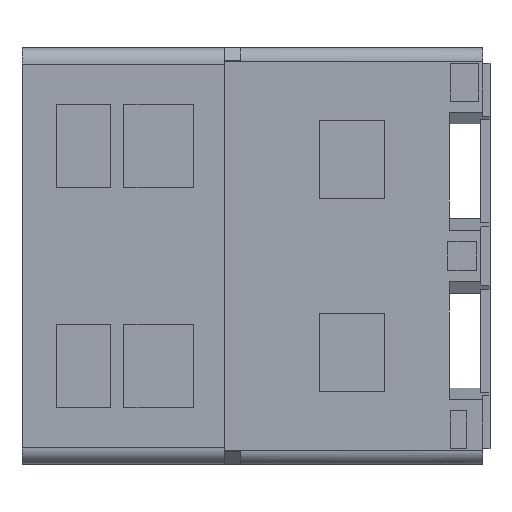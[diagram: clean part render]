
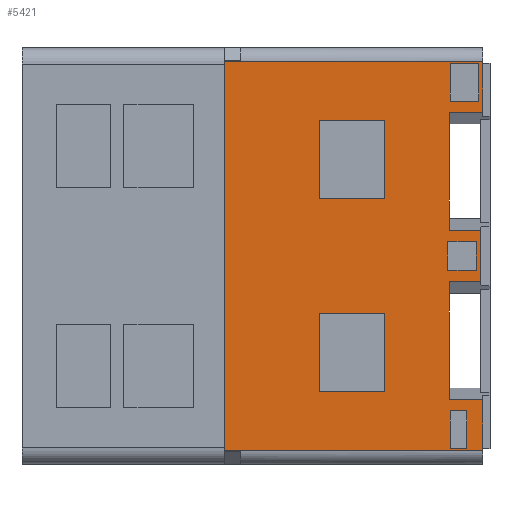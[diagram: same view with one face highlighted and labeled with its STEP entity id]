
A CAD part, left-side view. The second image highlights one B-rep face of the part: STEP entity #5421.
In plain terms, the highlighted planar face has unit normal (-1, 0, 0).
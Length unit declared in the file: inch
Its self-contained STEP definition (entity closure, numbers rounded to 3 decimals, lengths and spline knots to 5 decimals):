
#309=DIRECTION('',(0.,0.,1.));
#310=VECTOR('',#309,12.6);
#311=CARTESIAN_POINT('',(-24.,4.375,-15.35));
#312=LINE('',#311,#310);
#317=DIRECTION('',(0.,0.,1.));
#318=VECTOR('',#317,12.6);
#319=CARTESIAN_POINT('',(-24.,4.375,2.75));
#320=LINE('',#319,#318);
#385=DIRECTION('',(0.,-1.,0.));
#386=VECTOR('',#385,27.65);
#387=CARTESIAN_POINT('',(-24.,28.4,20.75));
#388=LINE('',#387,#386);
#389=DIRECTION('',(0.,1.,0.));
#390=VECTOR('',#389,3.375);
#391=CARTESIAN_POINT('',(-24.,1.,2.75));
#392=LINE('',#391,#390);
#393=DIRECTION('',(0.,0.,1.));
#394=VECTOR('',#393,5.5);
#395=CARTESIAN_POINT('',(-24.,1.,-2.75));
#396=LINE('',#395,#394);
#397=DIRECTION('',(0.,-1.,0.));
#398=VECTOR('',#397,3.375);
#399=CARTESIAN_POINT('',(-24.,4.375,-2.75));
#400=LINE('',#399,#398);
#401=DIRECTION('',(0.,-1.,0.));
#402=VECTOR('',#401,1.754);
#403=CARTESIAN_POINT('',(-24.,4.255,-20.565));
#404=LINE('',#403,#402);
#405=DIRECTION('',(0.,0.,1.));
#406=VECTOR('',#405,4.034);
#407=CARTESIAN_POINT('',(-24.,2.501,-20.565));
#408=LINE('',#407,#406);
#409=DIRECTION('',(0.,1.,0.));
#410=VECTOR('',#409,1.754);
#411=CARTESIAN_POINT('',(-24.,2.501,-16.531));
#412=LINE('',#411,#410);
#413=DIRECTION('',(0.,0.,-1.));
#414=VECTOR('',#413,4.034);
#415=CARTESIAN_POINT('',(-24.,4.255,-16.531));
#416=LINE('',#415,#414);
#417=DIRECTION('',(0.,-1.,0.));
#418=VECTOR('',#417,3.054);
#419=CARTESIAN_POINT('',(-24.,4.506,-1.509));
#420=LINE('',#419,#418);
#421=DIRECTION('',(0.,0.,1.));
#422=VECTOR('',#421,3.018);
#423=CARTESIAN_POINT('',(-24.,1.452,-1.509));
#424=LINE('',#423,#422);
#425=DIRECTION('',(0.,1.,0.));
#426=VECTOR('',#425,3.054);
#427=CARTESIAN_POINT('',(-24.,1.452,1.509));
#428=LINE('',#427,#426);
#429=DIRECTION('',(0.,0.,-1.));
#430=VECTOR('',#429,3.018);
#431=CARTESIAN_POINT('',(-24.,4.506,1.509));
#432=LINE('',#431,#430);
#433=DIRECTION('',(0.,-1.,0.));
#434=VECTOR('',#433,3.054);
#435=CARTESIAN_POINT('',(-24.,4.256,16.537));
#436=LINE('',#435,#434);
#437=DIRECTION('',(0.,0.,1.));
#438=VECTOR('',#437,4.035);
#439=CARTESIAN_POINT('',(-24.,1.202,16.537));
#440=LINE('',#439,#438);
#441=DIRECTION('',(0.,1.,0.));
#442=VECTOR('',#441,3.054);
#443=CARTESIAN_POINT('',(-24.,1.202,20.572));
#444=LINE('',#443,#442);
#445=DIRECTION('',(0.,0.,-1.));
#446=VECTOR('',#445,4.035);
#447=CARTESIAN_POINT('',(-24.,4.256,20.572));
#448=LINE('',#447,#446);
#449=DIRECTION('',(0.,0.,1.));
#450=VECTOR('',#449,8.345);
#451=CARTESIAN_POINT('',(-24.,11.25,-14.495));
#452=LINE('',#451,#450);
#453=DIRECTION('',(0.,1.,0.));
#454=VECTOR('',#453,6.975);
#455=CARTESIAN_POINT('',(-24.,11.25,-6.15));
#456=LINE('',#455,#454);
#457=DIRECTION('',(0.,0.,-1.));
#458=VECTOR('',#457,8.345);
#459=CARTESIAN_POINT('',(-24.,18.225,-6.15));
#460=LINE('',#459,#458);
#461=DIRECTION('',(0.,-1.,0.));
#462=VECTOR('',#461,6.975);
#463=CARTESIAN_POINT('',(-24.,18.225,-14.495));
#464=LINE('',#463,#462);
#465=DIRECTION('',(0.,1.,0.));
#466=VECTOR('',#465,6.975);
#467=CARTESIAN_POINT('',(-24.,11.25,14.495));
#468=LINE('',#467,#466);
#469=DIRECTION('',(0.,0.,-1.));
#470=VECTOR('',#469,8.345);
#471=CARTESIAN_POINT('',(-24.,18.225,14.495));
#472=LINE('',#471,#470);
#473=DIRECTION('',(0.,-1.,0.));
#474=VECTOR('',#473,6.975);
#475=CARTESIAN_POINT('',(-24.,18.225,6.15));
#476=LINE('',#475,#474);
#477=DIRECTION('',(0.,0.,1.));
#478=VECTOR('',#477,8.345);
#479=CARTESIAN_POINT('',(-24.,11.25,6.15));
#480=LINE('',#479,#478);
#481=DIRECTION('',(0.,1.,0.));
#482=VECTOR('',#481,3.625);
#483=CARTESIAN_POINT('',(-24.,0.75,-15.35));
#484=LINE('',#483,#482);
#497=DIRECTION('',(0.,0.,-1.));
#498=VECTOR('',#497,5.4);
#499=CARTESIAN_POINT('',(-24.,0.75,20.75));
#500=LINE('',#499,#498);
#569=DIRECTION('',(0.,0.,-1.));
#570=VECTOR('',#569,5.4);
#571=CARTESIAN_POINT('',(-24.,0.75,-15.35));
#572=LINE('',#571,#570);
#577=DIRECTION('',(0.,-1.,0.));
#578=VECTOR('',#577,3.625);
#579=CARTESIAN_POINT('',(-24.,4.375,15.35));
#580=LINE('',#579,#578);
#1137=DIRECTION('',(0.,0.,1.));
#1138=VECTOR('',#1137,41.5);
#1139=CARTESIAN_POINT('',(-24.,28.4,-20.75));
#1140=LINE('',#1139,#1138);
#2525=DIRECTION('',(0.,-1.,0.));
#2526=VECTOR('',#2525,27.65);
#2527=CARTESIAN_POINT('',(-24.,28.4,-20.75));
#2528=LINE('',#2527,#2526);
#3705=CARTESIAN_POINT('',(-24.,28.4,-20.75));
#3706=CARTESIAN_POINT('',(-24.,28.4,20.75));
#3707=VERTEX_POINT('',#3705);
#3708=VERTEX_POINT('',#3706);
#3829=CARTESIAN_POINT('',(-24.,4.375,-2.75));
#3830=CARTESIAN_POINT('',(-24.,1.,-2.75));
#3831=VERTEX_POINT('',#3829);
#3832=VERTEX_POINT('',#3830);
#3837=CARTESIAN_POINT('',(-24.,1.,2.75));
#3838=CARTESIAN_POINT('',(-24.,4.375,2.75));
#3839=VERTEX_POINT('',#3837);
#3840=VERTEX_POINT('',#3838);
#3885=CARTESIAN_POINT('',(-24.,4.375,-15.35));
#3886=VERTEX_POINT('',#3885);
#3887=CARTESIAN_POINT('',(-24.,4.375,15.35));
#3888=VERTEX_POINT('',#3887);
#4289=CARTESIAN_POINT('',(-24.,0.75,20.75));
#4290=VERTEX_POINT('',#4289);
#4291=CARTESIAN_POINT('',(-24.,0.75,15.35));
#4292=VERTEX_POINT('',#4291);
#4301=CARTESIAN_POINT('',(-24.,0.75,-15.35));
#4302=CARTESIAN_POINT('',(-24.,0.75,-20.75));
#4303=VERTEX_POINT('',#4301);
#4304=VERTEX_POINT('',#4302);
#4669=CARTESIAN_POINT('',(-24.,4.255,-20.565));
#4670=VERTEX_POINT('',#4669);
#4671=CARTESIAN_POINT('',(-24.,2.501,-20.565));
#4672=VERTEX_POINT('',#4671);
#4673=CARTESIAN_POINT('',(-24.,2.501,-16.531));
#4674=VERTEX_POINT('',#4673);
#4675=CARTESIAN_POINT('',(-24.,4.255,-16.531));
#4676=VERTEX_POINT('',#4675);
#4677=CARTESIAN_POINT('',(-24.,4.506,-1.509));
#4678=VERTEX_POINT('',#4677);
#4679=CARTESIAN_POINT('',(-24.,1.452,-1.509));
#4680=VERTEX_POINT('',#4679);
#4681=CARTESIAN_POINT('',(-24.,1.452,1.509));
#4682=VERTEX_POINT('',#4681);
#4683=CARTESIAN_POINT('',(-24.,4.506,1.509));
#4684=VERTEX_POINT('',#4683);
#4685=CARTESIAN_POINT('',(-24.,4.256,16.537));
#4686=VERTEX_POINT('',#4685);
#4687=CARTESIAN_POINT('',(-24.,1.202,16.537));
#4688=VERTEX_POINT('',#4687);
#4689=CARTESIAN_POINT('',(-24.,1.202,20.572));
#4690=VERTEX_POINT('',#4689);
#4691=CARTESIAN_POINT('',(-24.,4.256,20.572));
#4692=VERTEX_POINT('',#4691);
#4893=CARTESIAN_POINT('',(-24.,11.25,-14.495));
#4894=VERTEX_POINT('',#4893);
#4895=CARTESIAN_POINT('',(-24.,11.25,-6.15));
#4896=VERTEX_POINT('',#4895);
#4897=CARTESIAN_POINT('',(-24.,18.225,-6.15));
#4898=VERTEX_POINT('',#4897);
#4899=CARTESIAN_POINT('',(-24.,18.225,-14.495));
#4900=VERTEX_POINT('',#4899);
#4901=CARTESIAN_POINT('',(-24.,11.25,14.495));
#4902=VERTEX_POINT('',#4901);
#4903=CARTESIAN_POINT('',(-24.,18.225,14.495));
#4904=VERTEX_POINT('',#4903);
#4905=CARTESIAN_POINT('',(-24.,18.225,6.15));
#4906=VERTEX_POINT('',#4905);
#4907=CARTESIAN_POINT('',(-24.,11.25,6.15));
#4908=VERTEX_POINT('',#4907);
#5343=CARTESIAN_POINT('',(-24.,0.,-22.25));
#5344=DIRECTION('',(-1.,0.,0.));
#5345=DIRECTION('',(0.,0.,1.));
#5346=AXIS2_PLACEMENT_3D('',#5343,#5344,#5345);
#5347=PLANE('',#5346);
#5349=ORIENTED_EDGE('',*,*,#5348,.F.);
#5351=ORIENTED_EDGE('',*,*,#5350,.T.);
#5353=ORIENTED_EDGE('',*,*,#5352,.F.);
#5355=ORIENTED_EDGE('',*,*,#5354,.T.);
#5357=ORIENTED_EDGE('',*,*,#5356,.T.);
#5359=ORIENTED_EDGE('',*,*,#5358,.T.);
#5361=ORIENTED_EDGE('',*,*,#5360,.F.);
#5362=ORIENTED_EDGE('',*,*,#5267,.F.);
#5363=ORIENTED_EDGE('',*,*,#5121,.F.);
#5365=ORIENTED_EDGE('',*,*,#5364,.F.);
#5367=ORIENTED_EDGE('',*,*,#5366,.F.);
#5368=ORIENTED_EDGE('',*,*,#5258,.F.);
#5369=EDGE_LOOP('',(#5349,#5351,#5353,#5355,#5357,#5359,#5361,#5362,#5363,#5365,
#5367,#5368));
#5370=FACE_OUTER_BOUND('',#5369,.F.);
#5372=ORIENTED_EDGE('',*,*,#5371,.T.);
#5374=ORIENTED_EDGE('',*,*,#5373,.T.);
#5376=ORIENTED_EDGE('',*,*,#5375,.T.);
#5378=ORIENTED_EDGE('',*,*,#5377,.T.);
#5379=EDGE_LOOP('',(#5372,#5374,#5376,#5378));
#5380=FACE_BOUND('',#5379,.F.);
#5382=ORIENTED_EDGE('',*,*,#5381,.T.);
#5384=ORIENTED_EDGE('',*,*,#5383,.T.);
#5386=ORIENTED_EDGE('',*,*,#5385,.T.);
#5388=ORIENTED_EDGE('',*,*,#5387,.T.);
#5389=EDGE_LOOP('',(#5382,#5384,#5386,#5388));
#5390=FACE_BOUND('',#5389,.F.);
#5392=ORIENTED_EDGE('',*,*,#5391,.T.);
#5394=ORIENTED_EDGE('',*,*,#5393,.T.);
#5396=ORIENTED_EDGE('',*,*,#5395,.T.);
#5398=ORIENTED_EDGE('',*,*,#5397,.T.);
#5399=EDGE_LOOP('',(#5392,#5394,#5396,#5398));
#5400=FACE_BOUND('',#5399,.F.);
#5402=ORIENTED_EDGE('',*,*,#5401,.T.);
#5404=ORIENTED_EDGE('',*,*,#5403,.T.);
#5406=ORIENTED_EDGE('',*,*,#5405,.T.);
#5408=ORIENTED_EDGE('',*,*,#5407,.T.);
#5409=EDGE_LOOP('',(#5402,#5404,#5406,#5408));
#5410=FACE_BOUND('',#5409,.F.);
#5412=ORIENTED_EDGE('',*,*,#5411,.T.);
#5414=ORIENTED_EDGE('',*,*,#5413,.T.);
#5416=ORIENTED_EDGE('',*,*,#5415,.T.);
#5418=ORIENTED_EDGE('',*,*,#5417,.T.);
#5419=EDGE_LOOP('',(#5412,#5414,#5416,#5418));
#5420=FACE_BOUND('',#5419,.F.);
#5421=ADVANCED_FACE('',(#5370,#5380,#5390,#5400,#5410,#5420),#5347,.T.);
#5121=EDGE_CURVE('',#3839,#3840,#392,.T.);
#5258=EDGE_CURVE('',#3886,#3831,#312,.T.);
#5267=EDGE_CURVE('',#3840,#3888,#320,.T.);
#5348=EDGE_CURVE('',#4303,#3886,#484,.T.);
#5350=EDGE_CURVE('',#4303,#4304,#572,.T.);
#5352=EDGE_CURVE('',#3707,#4304,#2528,.T.);
#5354=EDGE_CURVE('',#3707,#3708,#1140,.T.);
#5356=EDGE_CURVE('',#3708,#4290,#388,.T.);
#5358=EDGE_CURVE('',#4290,#4292,#500,.T.);
#5360=EDGE_CURVE('',#3888,#4292,#580,.T.);
#5364=EDGE_CURVE('',#3832,#3839,#396,.T.);
#5366=EDGE_CURVE('',#3831,#3832,#400,.T.);
#5371=EDGE_CURVE('',#4670,#4672,#404,.T.);
#5373=EDGE_CURVE('',#4672,#4674,#408,.T.);
#5375=EDGE_CURVE('',#4674,#4676,#412,.T.);
#5377=EDGE_CURVE('',#4676,#4670,#416,.T.);
#5381=EDGE_CURVE('',#4678,#4680,#420,.T.);
#5383=EDGE_CURVE('',#4680,#4682,#424,.T.);
#5385=EDGE_CURVE('',#4682,#4684,#428,.T.);
#5387=EDGE_CURVE('',#4684,#4678,#432,.T.);
#5391=EDGE_CURVE('',#4686,#4688,#436,.T.);
#5393=EDGE_CURVE('',#4688,#4690,#440,.T.);
#5395=EDGE_CURVE('',#4690,#4692,#444,.T.);
#5397=EDGE_CURVE('',#4692,#4686,#448,.T.);
#5401=EDGE_CURVE('',#4894,#4896,#452,.T.);
#5403=EDGE_CURVE('',#4896,#4898,#456,.T.);
#5405=EDGE_CURVE('',#4898,#4900,#460,.T.);
#5407=EDGE_CURVE('',#4900,#4894,#464,.T.);
#5411=EDGE_CURVE('',#4902,#4904,#468,.T.);
#5413=EDGE_CURVE('',#4904,#4906,#472,.T.);
#5415=EDGE_CURVE('',#4906,#4908,#476,.T.);
#5417=EDGE_CURVE('',#4908,#4902,#480,.T.);
